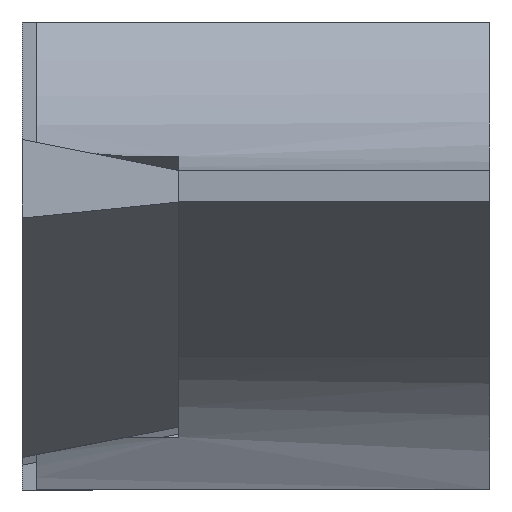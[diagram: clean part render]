
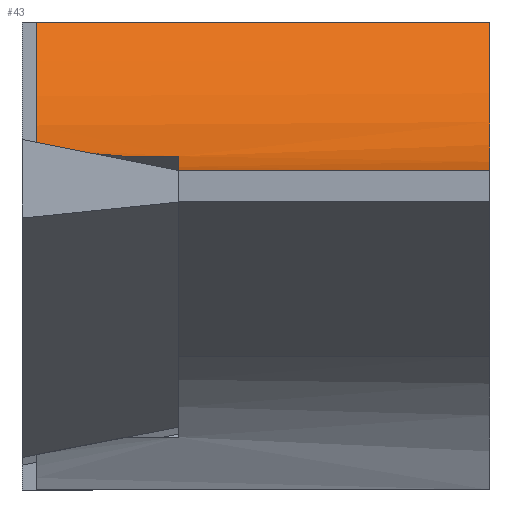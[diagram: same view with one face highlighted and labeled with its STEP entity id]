
A CAD part, left-side view. The second image highlights one B-rep face of the part: STEP entity #43.
In plain terms, the highlighted cylindrical face has radius 6 mm (diameter 12 mm), a partial arc.
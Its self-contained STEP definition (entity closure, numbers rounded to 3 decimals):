
#43 = ADVANCED_FACE ( 'NONE', ( #1680 ), #85, .F. ) ;
#57 = AXIS2_PLACEMENT_3D ( 'NONE', #2081, #2041, #1997 ) ;
#66 = ORIENTED_EDGE ( 'NONE', *, *, #1771, .T. ) ;
#83 = AXIS2_PLACEMENT_3D ( 'NONE', #1564, #1562, #1561 ) ;
#85 = CYLINDRICAL_SURFACE ( 'NONE', #2265, 6. ) ;
#118 = EDGE_CURVE ( 'NONE', #2389, #2253, #642, .T. ) ;
#136 = ORIENTED_EDGE ( 'NONE', *, *, #981, .F. ) ;
#445 = VERTEX_POINT ( 'NONE', #881 ) ;
#461 = EDGE_CURVE ( 'NONE', #445, #2389, #1351, .T. ) ;
#565 = ORIENTED_EDGE ( 'NONE', *, *, #461, .T. ) ;
#570 = LINE ( 'NONE', #1288, #1552 ) ;
#642 = CIRCLE ( 'NONE', #57, 6. ) ;
#649 = CARTESIAN_POINT ( 'NONE',  ( -91.538, -3.18, -2.733 ) ) ;
#770 = CARTESIAN_POINT ( 'NONE',  ( -93.662, -9.525, -3.122 ) ) ;
#794 =( BOUNDED_CURVE ( )  B_SPLINE_CURVE ( 3, ( #2298, #2320, #2291, #2290 ),
 .UNSPECIFIED., .F., .T. ) 
 B_SPLINE_CURVE_WITH_KNOTS ( ( 4, 4 ),
 ( 0.99, 1.058 ),
 .UNSPECIFIED. ) 
 CURVE ( )  GEOMETRIC_REPRESENTATION_ITEM ( )  RATIONAL_B_SPLINE_CURVE ( ( 1., 1., 1., 1. ) ) 
 REPRESENTATION_ITEM ( '' )  );
#811 = ORIENTED_EDGE ( 'NONE', *, *, #1385, .T. ) ;
#830 = VECTOR ( 'NONE', #850, 1000. ) ;
#839 = CARTESIAN_POINT ( 'NONE',  ( -93.662, -3.18, -3.122 ) ) ;
#850 = DIRECTION ( 'NONE',  ( 0., -1., 0. ) ) ;
#853 = CARTESIAN_POINT ( 'NONE',  ( -91.538, 126.129, -2.733 ) ) ;
#860 = EDGE_CURVE ( 'NONE', #445, #1155, #794, .T. ) ;
#881 = CARTESIAN_POINT ( 'NONE',  ( -91.538, -2.099, -2.733 ) ) ;
#981 = EDGE_CURVE ( 'NONE', #1155, #2038, #1924, .T. ) ;
#1017 = ORIENTED_EDGE ( 'NONE', *, *, #1509, .F. ) ;
#1068 = CARTESIAN_POINT ( 'NONE',  ( -88.398, -0.3, 0. ) ) ;
#1100 = ORIENTED_EDGE ( 'NONE', *, *, #860, .F. ) ;
#1131 = VECTOR ( 'NONE', #1665, 1000. ) ;
#1155 = VERTEX_POINT ( 'NONE', #1955 ) ;
#1275 = AXIS2_PLACEMENT_3D ( 'NONE', #2156, #2149, #2143 ) ;
#1288 = CARTESIAN_POINT ( 'NONE',  ( -93.662, 126.129, -3.122 ) ) ;
#1295 = DIRECTION ( 'NONE',  ( 0., -1., 0. ) ) ;
#1351 = LINE ( 'NONE', #853, #830 ) ;
#1385 = EDGE_CURVE ( 'NONE', #1608, #2038, #1643, .T. ) ;
#1387 = EDGE_LOOP ( 'NONE', ( #1527, #66, #1017, #811, #136, #1100, #565 ) ) ;
#1479 = CARTESIAN_POINT ( 'NONE',  ( -88.398, -9.525, 0. ) ) ;
#1509 = EDGE_CURVE ( 'NONE', #1608, #2308, #2453, .T. ) ;
#1527 = ORIENTED_EDGE ( 'NONE', *, *, #118, .T. ) ;
#1552 = VECTOR ( 'NONE', #1295, 1000. ) ;
#1561 = DIRECTION ( 'NONE',  ( 0., 0., 1. ) ) ;
#1562 = DIRECTION ( 'NONE',  ( 0., 1., 0. ) ) ;
#1564 = CARTESIAN_POINT ( 'NONE',  ( -93.662, -9.525, 2.878 ) ) ;
#1608 = VERTEX_POINT ( 'NONE', #1479 ) ;
#1643 = LINE ( 'NONE', #1745, #1131 ) ;
#1665 = DIRECTION ( 'NONE',  ( 0., 1., 0. ) ) ;
#1680 = FACE_OUTER_BOUND ( 'NONE', #1387, .T. ) ;
#1745 = CARTESIAN_POINT ( 'NONE',  ( -88.398, 126.129, 0. ) ) ;
#1771 = EDGE_CURVE ( 'NONE', #2253, #2308, #570, .T. ) ;
#1924 = CIRCLE ( 'NONE', #1275, 6. ) ;
#1955 = CARTESIAN_POINT ( 'NONE',  ( -91.161, -0.3, -2.575 ) ) ;
#1997 = DIRECTION ( 'NONE',  ( 0., 0., -1. ) ) ;
#2038 = VERTEX_POINT ( 'NONE', #1068 ) ;
#2041 = DIRECTION ( 'NONE',  ( 0., 1., 0. ) ) ;
#2081 = CARTESIAN_POINT ( 'NONE',  ( -93.662, -3.18, 2.878 ) ) ;
#2143 = DIRECTION ( 'NONE',  ( 0., 0., 1. ) ) ;
#2149 = DIRECTION ( 'NONE',  ( 0., -1., 0. ) ) ;
#2156 = CARTESIAN_POINT ( 'NONE',  ( -93.662, -0.3, 2.878 ) ) ;
#2253 = VERTEX_POINT ( 'NONE', #839 ) ;
#2265 = AXIS2_PLACEMENT_3D ( 'NONE', #2403, #2406, #2392 ) ;
#2290 = CARTESIAN_POINT ( 'NONE',  ( -91.161, -0.3, -2.575 ) ) ;
#2291 = CARTESIAN_POINT ( 'NONE',  ( -91.285, -0.912, -2.632 ) ) ;
#2298 = CARTESIAN_POINT ( 'NONE',  ( -91.538, -2.099, -2.733 ) ) ;
#2308 = VERTEX_POINT ( 'NONE', #770 ) ;
#2320 = CARTESIAN_POINT ( 'NONE',  ( -91.411, -1.512, -2.685 ) ) ;
#2389 = VERTEX_POINT ( 'NONE', #649 ) ;
#2392 = DIRECTION ( 'NONE',  ( 0., 0., -1. ) ) ;
#2403 = CARTESIAN_POINT ( 'NONE',  ( -93.662, 126.129, 2.878 ) ) ;
#2406 = DIRECTION ( 'NONE',  ( 0., -1., 0. ) ) ;
#2453 = CIRCLE ( 'NONE', #83, 6. ) ;
